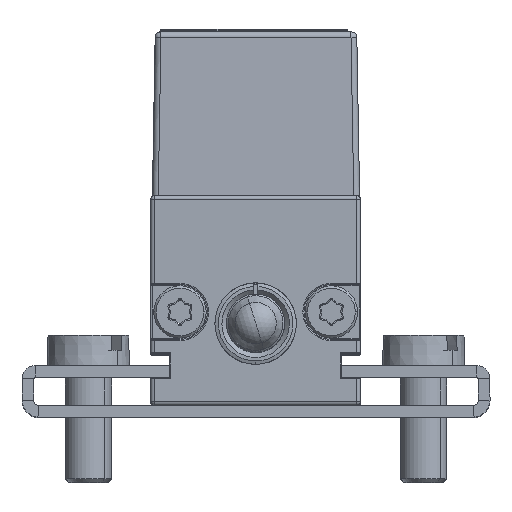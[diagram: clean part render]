
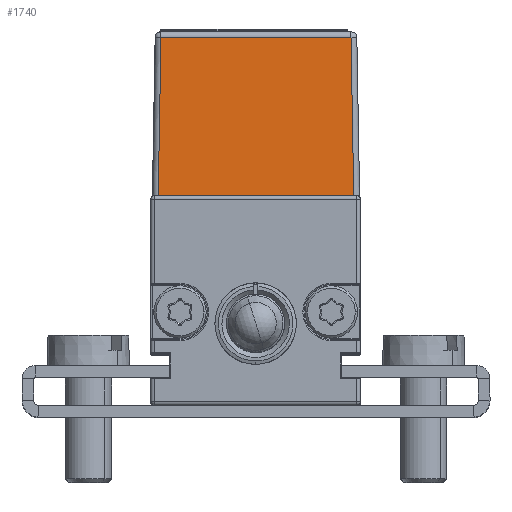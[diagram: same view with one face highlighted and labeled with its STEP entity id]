
A CAD part, top view. The second image highlights one B-rep face of the part: STEP entity #1740.
In plain terms, the highlighted planar face has unit normal (0, 0.018, 1).
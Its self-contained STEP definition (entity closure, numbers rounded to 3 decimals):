
#1495 = VERTEX_POINT ( 'NONE', #19728 ) ;
#1729 = EDGE_CURVE ( 'NONE', #1495, #22501, #13206, .T. ) ;
#1740 = ADVANCED_FACE ( 'NONE', ( #24979 ), #18293, .T. ) ;
#2665 = EDGE_CURVE ( 'NONE', #19164, #1495, #6997, .T. ) ;
#2722 = VECTOR ( 'NONE', #11541, 1000. ) ;
#3711 = VECTOR ( 'NONE', #23105, 1000. ) ;
#4732 = EDGE_LOOP ( 'NONE', ( #10911, #9349, #23313, #22356 ) ) ;
#5791 = CARTESIAN_POINT ( 'NONE',  ( 8.426, 18., 58.009 ) ) ;
#6410 = VERTEX_POINT ( 'NONE', #5791 ) ;
#6997 = LINE ( 'NONE', #27369, #13236 ) ;
#9014 = CARTESIAN_POINT ( 'NONE',  ( -8.366, 17.991, 58.009 ) ) ;
#9024 = LINE ( 'NONE', #21807, #27047 ) ;
#9349 = ORIENTED_EDGE ( 'NONE', *, *, #2665, .T. ) ;
#10898 = DIRECTION ( 'NONE',  ( -1., 0., 0. ) ) ;
#10911 = ORIENTED_EDGE ( 'NONE', *, *, #28776, .T. ) ;
#10912 = CARTESIAN_POINT ( 'NONE',  ( 8.189, 31.583, 57.771 ) ) ;
#11541 = DIRECTION ( 'NONE',  ( -0.017, 1., -0.017 ) ) ;
#12792 = EDGE_CURVE ( 'NONE', #22501, #6410, #9024, .T. ) ;
#13206 = LINE ( 'NONE', #9014, #3711 ) ;
#13236 = VECTOR ( 'NONE', #10898, 1000. ) ;
#13867 = DIRECTION ( 'NONE',  ( 0., 0.017, 1. ) ) ;
#18293 = PLANE ( 'NONE',  #26083 ) ;
#19164 = VERTEX_POINT ( 'NONE', #10912 ) ;
#19728 = CARTESIAN_POINT ( 'NONE',  ( -8.129, 31.583, 57.771 ) ) ;
#21807 = CARTESIAN_POINT ( 'NONE',  ( -8.868, 18., 58.009 ) ) ;
#22356 = ORIENTED_EDGE ( 'NONE', *, *, #12792, .T. ) ;
#22501 = VERTEX_POINT ( 'NONE', #29490 ) ;
#23105 = DIRECTION ( 'NONE',  ( -0.017, -1., 0.017 ) ) ;
#23313 = ORIENTED_EDGE ( 'NONE', *, *, #1729, .T. ) ;
#24979 = FACE_OUTER_BOUND ( 'NONE', #4732, .T. ) ;
#26083 = AXIS2_PLACEMENT_3D ( 'NONE', #27906, #13867, #30279 ) ;
#26541 = DIRECTION ( 'NONE',  ( 1., 0., 0. ) ) ;
#26903 = LINE ( 'NONE', #27970, #2722 ) ;
#27047 = VECTOR ( 'NONE', #26541, 1000. ) ;
#27369 = CARTESIAN_POINT ( 'NONE',  ( -8.868, 31.583, 57.771 ) ) ;
#27906 = CARTESIAN_POINT ( 'NONE',  ( -8.868, 18., 58.009 ) ) ;
#27970 = CARTESIAN_POINT ( 'NONE',  ( 8.421, 18.302, 58.003 ) ) ;
#28776 = EDGE_CURVE ( 'NONE', #6410, #19164, #26903, .T. ) ;
#29490 = CARTESIAN_POINT ( 'NONE',  ( -8.366, 18., 58.009 ) ) ;
#30279 = DIRECTION ( 'NONE',  ( 0., -1., 0.017 ) ) ;
